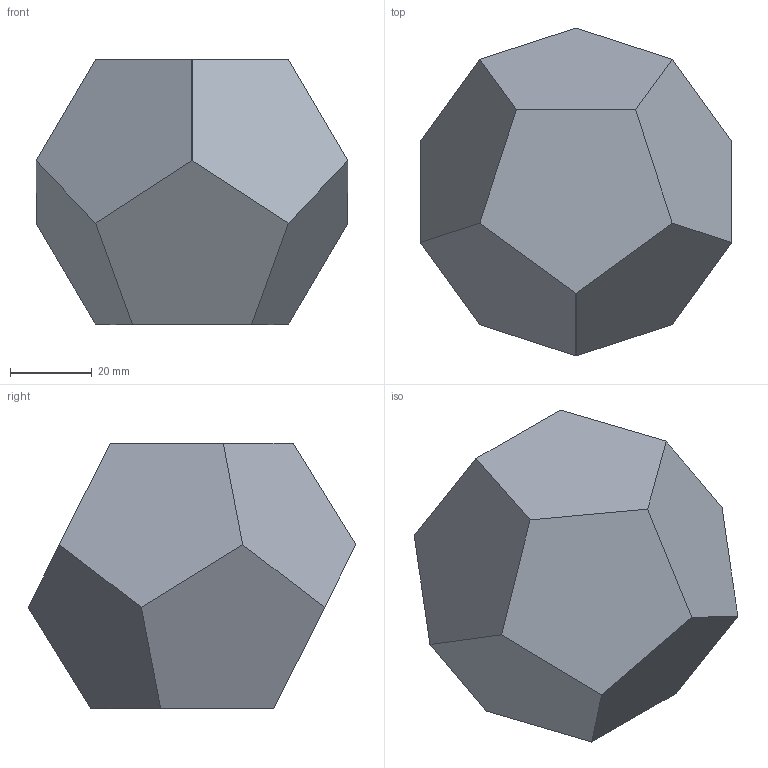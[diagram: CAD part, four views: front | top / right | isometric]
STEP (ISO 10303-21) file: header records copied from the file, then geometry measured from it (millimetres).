
FILE_DESCRIPTION (( 'STEP AP203' ), '1' );
FILE_NAME ('淏坋媼醱极.STEP', '2023-08-27T07:20:09', ( '' ), ( '' ), 'SwSTEP 2.0', 'SolidWorks 2020', '' );
FILE_SCHEMA (( 'CONFIG_CONTROL_DESIGN' ));
Length unit declared in the file: millimetre
Products named in the file (1): 淏坋媼醱极
Bounding box: 76.08 x 80 x 64.72 mm (x, y, z)
Surface area: 17437 mm2 (no closed solid volume)
Topology: 0 solids, 12 shells, 12 faces, 60 edges, 60 vertices
Faces by surface type: plane 12
Entity records: 672 total; most frequent: CARTESIAN_POINT 133, DIRECTION 86, LINE 60, VECTOR 60, EDGE_CURVE 60, ORIENTED_EDGE 60, VERTEX_POINT 60, AXIS2_PLACEMENT_3D 13
